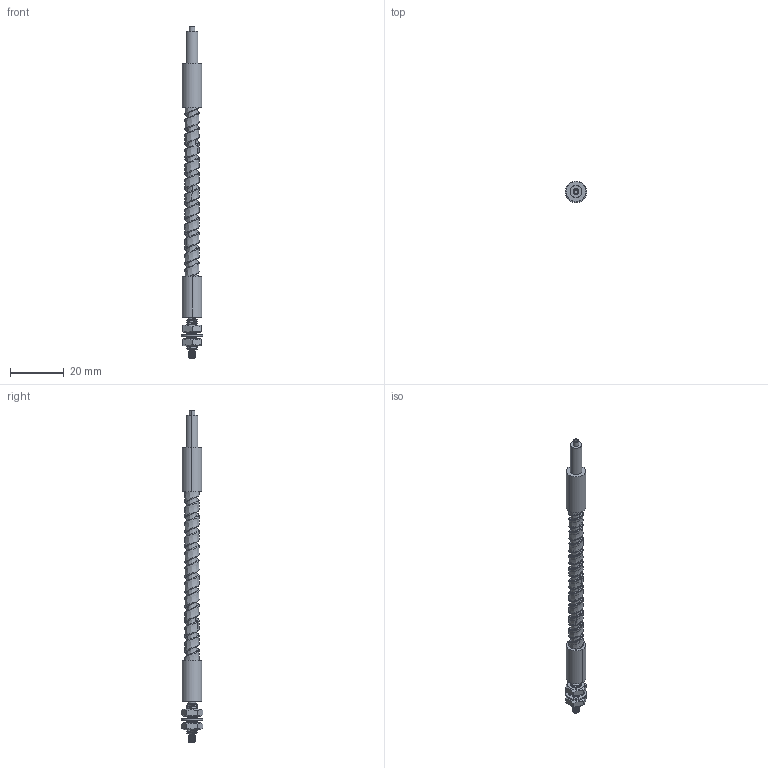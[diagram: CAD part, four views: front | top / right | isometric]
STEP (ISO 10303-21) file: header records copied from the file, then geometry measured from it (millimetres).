
FILE_DESCRIPTION((''),'2;1');
FILE_NAME('193332_ASM','2016-02-17T',('pdmadmin'),(''),'PRO/ENGINEER BY PARAMETRIC TECHNOLOGY CORPORATION, 2013230','PRO/ENGINEER BY PARAMETRIC TECHNOLOGY CORPORATION, 2013230','');
FILE_SCHEMA(('CONFIG_CONTROL_DESIGN'));
Length unit declared in the file: inch
Products named in the file (9): 39266; 40844; 40845; 39681; 15498; 39177; FIBER_CORE_060; 42820_ASM; 193332_ASM
Assembly tree (9 placements, depth 3):
  193332_ASM
    42820_ASM
      39266
      40844  x2
      40845
      39681
      15498
      39177
      FIBER_CORE_060
Bounding box: 8 x 8.08 x 123.95 mm (x, y, z)
Volume: 1718.1 mm3; surface area: 5589 mm2
Topology: 8 solids, 10 shells, 251 faces, 621 edges, 390 vertices
Faces by surface type: cylinder 99, bspline 78, plane 54, cone 16, torus 4
Entity records: 24506 total; most frequent: CARTESIAN_POINT 19210, ORIENTED_EDGE 1162, DIRECTION 885, EDGE_CURVE 583, VERTEX_POINT 366, AXIS2_PLACEMENT_3D 319, EDGE_LOOP 249, VECTOR 247
